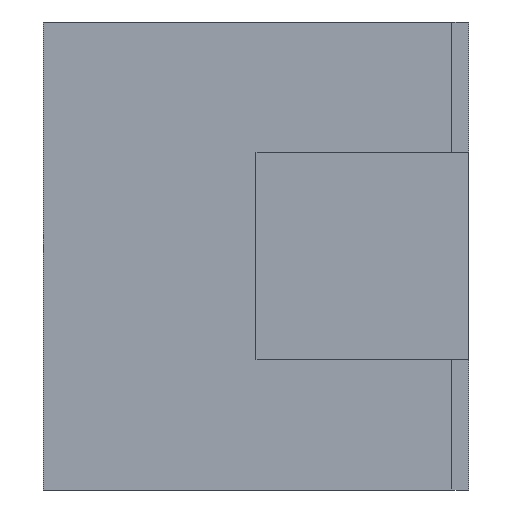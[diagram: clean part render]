
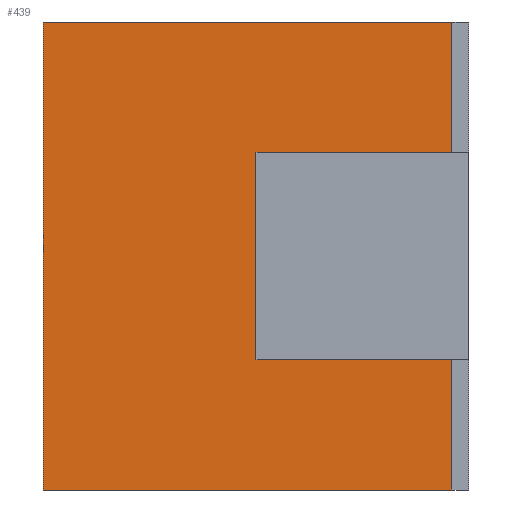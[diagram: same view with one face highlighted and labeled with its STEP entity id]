
A CAD part, left-side view. The second image highlights one B-rep face of the part: STEP entity #439.
In plain terms, the highlighted planar face has unit normal (-1, 0, 0).
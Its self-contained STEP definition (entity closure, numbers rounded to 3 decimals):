
#33=FACE_OUTER_BOUND('',#55,.T.);
#55=EDGE_LOOP('',(#341,#342,#343,#344,#345,#346,#347,#348));
#65=LINE('',#583,#125);
#74=LINE('',#601,#134);
#79=LINE('',#611,#139);
#99=LINE('',#652,#159);
#100=LINE('',#654,#160);
#101=LINE('',#656,#161);
#102=LINE('',#658,#162);
#103=LINE('',#659,#163);
#125=VECTOR('',#477,2.925);
#134=VECTOR('',#490,3.1);
#139=VECTOR('',#499,2.925);
#159=VECTOR('',#535,1.945);
#160=VECTOR('',#536,6.1);
#161=VECTOR('',#537,6.99);
#162=VECTOR('',#538,6.1);
#163=VECTOR('',#539,1.945);
#185=VERTEX_POINT('',#581);
#186=VERTEX_POINT('',#582);
#193=VERTEX_POINT('',#600);
#196=VERTEX_POINT('',#610);
#209=VERTEX_POINT('',#651);
#210=VERTEX_POINT('',#653);
#211=VERTEX_POINT('',#655);
#212=VERTEX_POINT('',#657);
#225=EDGE_CURVE('',#185,#186,#65,.T.);
#234=EDGE_CURVE('',#186,#193,#74,.T.);
#239=EDGE_CURVE('',#193,#196,#79,.T.);
#259=EDGE_CURVE('',#196,#209,#99,.T.);
#260=EDGE_CURVE('',#210,#209,#100,.T.);
#261=EDGE_CURVE('',#211,#210,#101,.T.);
#262=EDGE_CURVE('',#211,#212,#102,.T.);
#263=EDGE_CURVE('',#212,#185,#103,.T.);
#341=ORIENTED_EDGE('',*,*,#225,.T.);
#342=ORIENTED_EDGE('',*,*,#234,.T.);
#343=ORIENTED_EDGE('',*,*,#239,.T.);
#344=ORIENTED_EDGE('',*,*,#259,.T.);
#345=ORIENTED_EDGE('',*,*,#260,.F.);
#346=ORIENTED_EDGE('',*,*,#261,.F.);
#347=ORIENTED_EDGE('',*,*,#262,.T.);
#348=ORIENTED_EDGE('',*,*,#263,.T.);
#417=PLANE('',#463);
#439=ADVANCED_FACE('',(#33),#417,.T.);
#463=AXIS2_PLACEMENT_3D('',#650,#533,#534);
#477=DIRECTION('',(0.,1.,0.));
#490=DIRECTION('',(0.,0.,1.));
#499=DIRECTION('',(0.,-1.,0.));
#533=DIRECTION('center_axis',(-1.,0.,0.));
#534=DIRECTION('ref_axis',(0.,-1.,0.));
#535=DIRECTION('',(0.,0.,1.));
#536=DIRECTION('',(0.,-1.,0.));
#537=DIRECTION('',(0.,0.,1.));
#538=DIRECTION('',(0.,-1.,0.));
#539=DIRECTION('',(0.,0.,1.));
#581=CARTESIAN_POINT('',(0.,0.25,1.945));
#582=CARTESIAN_POINT('',(0.,3.175,1.945));
#583=CARTESIAN_POINT('',(0.,3.3,1.945));
#600=CARTESIAN_POINT('',(0.,3.175,5.045));
#601=CARTESIAN_POINT('',(0.,3.175,1.748));
#610=CARTESIAN_POINT('',(0.,0.25,5.045));
#611=CARTESIAN_POINT('',(0.,3.3,5.045));
#650=CARTESIAN_POINT('Origin',(0.,6.35,0.));
#651=CARTESIAN_POINT('',(0.,0.25,6.99));
#652=CARTESIAN_POINT('',(0.,0.25,3.495));
#653=CARTESIAN_POINT('',(0.,6.35,6.99));
#654=CARTESIAN_POINT('',(0.,6.35,6.99));
#655=CARTESIAN_POINT('',(0.,6.35,0.));
#656=CARTESIAN_POINT('',(0.,6.35,0.));
#657=CARTESIAN_POINT('',(0.,0.25,0.));
#658=CARTESIAN_POINT('',(0.,6.35,0.));
#659=CARTESIAN_POINT('',(0.,0.25,3.495));
